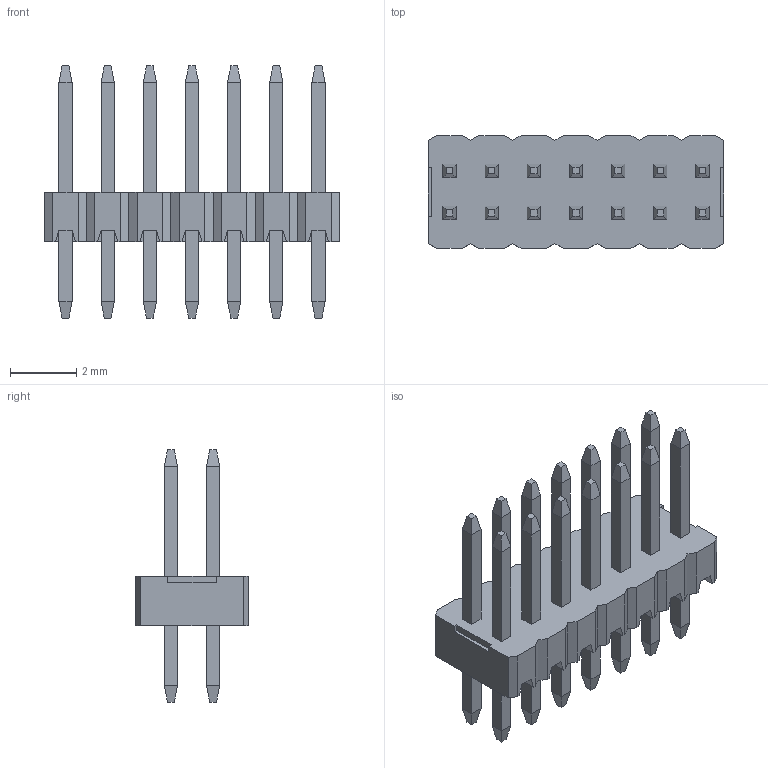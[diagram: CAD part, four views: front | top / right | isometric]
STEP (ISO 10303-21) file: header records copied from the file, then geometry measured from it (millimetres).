
FILE_DESCRIPTION( ( 'Unknown' ), '1' );
FILE_NAME( '62201421121.stp', 'Unknown', ( 'Unknown' ), ( 'Unknown' ), 'PSStep 18.0.17', 'Unknown', ' ' );
FILE_SCHEMA( ( 'AUTOMOTIVE_DESIGN { 1 0 10303 214 1 1 1 1 }' ) );
Length unit declared in the file: millimetre
Products named in the file (3): Assem1; 622xxx21121_Pin; 622x1421121_Housing
Assembly tree (15 placements, depth 2):
  Assem1
    622xxx21121_Pin  x14
    622x1421121_Housing
Bounding box: 8.89 x 3.4 x 7.6 mm (x, y, z)
Volume: 54.9 mm3; surface area: 293.9 mm2
Topology: 15 solids, 15 shells, 348 faces, 856 edges, 524 vertices
Faces by surface type: plane 348
Entity records: 6930 total; most frequent: CARTESIAN_POINT 990, ORIENTED_EDGE 984, DIRECTION 856, EDGE_CURVE 492, LINE 492, VECTOR 492, VERTEX_POINT 316, AXIS2_PLACEMENT_3D 182
